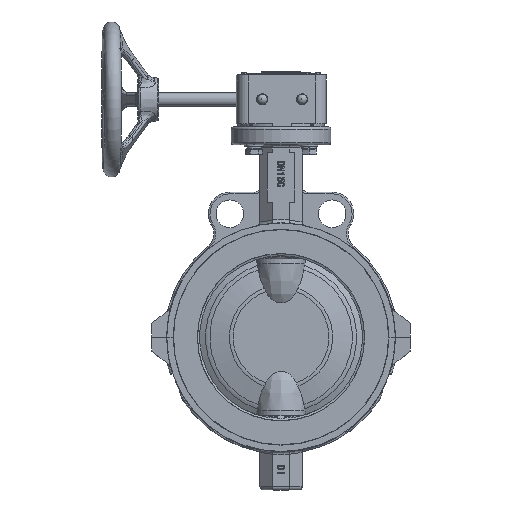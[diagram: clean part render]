
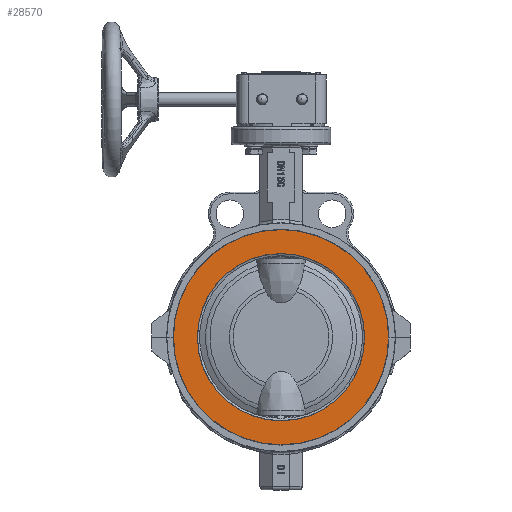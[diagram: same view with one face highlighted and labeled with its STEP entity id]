
A CAD part, top view. The second image highlights one B-rep face of the part: STEP entity #28570.
In plain terms, the highlighted planar face has unit normal (0, 0, 1).
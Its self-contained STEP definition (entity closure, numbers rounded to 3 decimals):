
#354=B_SPLINE_CURVE_WITH_KNOTS('',3,(#59868,#59869,#59870,#59871,#59872,
#59873,#59874,#59875,#59876,#59877,#59878),.UNSPECIFIED.,.F.,.F.,(4,1,1,
1,1,1,2,4),(0.,0.001,0.002,0.002,
0.002,0.003,0.003,0.003),
 .UNSPECIFIED.);
#4584=PLANE('',#33160);
#6365=ORIENTED_EDGE('',*,*,#12975,.F.);
#6366=ORIENTED_EDGE('',*,*,#12976,.F.);
#6367=ORIENTED_EDGE('',*,*,#12977,.F.);
#6368=ORIENTED_EDGE('',*,*,#12978,.F.);
#6369=ORIENTED_EDGE('',*,*,#12979,.F.);
#6370=ORIENTED_EDGE('',*,*,#12980,.F.);
#6371=ORIENTED_EDGE('',*,*,#12981,.F.);
#6372=ORIENTED_EDGE('',*,*,#12982,.F.);
#12975=EDGE_CURVE('',#16449,#16450,#354,.T.);
#12976=EDGE_CURVE('',#16451,#16449,#19063,.T.);
#12977=EDGE_CURVE('',#16452,#16451,#19064,.T.);
#12978=EDGE_CURVE('',#16450,#16452,#19065,.T.);
#12979=EDGE_CURVE('',#16453,#16454,#19066,.T.);
#12980=EDGE_CURVE('',#16455,#16453,#19067,.T.);
#12981=EDGE_CURVE('',#16456,#16455,#19068,.T.);
#12982=EDGE_CURVE('',#16454,#16456,#19069,.T.);
#16449=VERTEX_POINT('',#59879);
#16450=VERTEX_POINT('',#59880);
#16451=VERTEX_POINT('',#59882);
#16452=VERTEX_POINT('',#59884);
#16453=VERTEX_POINT('',#59887);
#16454=VERTEX_POINT('',#59888);
#16455=VERTEX_POINT('',#59890);
#16456=VERTEX_POINT('',#59892);
#19063=CIRCLE('',#33161,75.571);
#19064=CIRCLE('',#33162,67.427);
#19065=CIRCLE('',#33163,75.571);
#19066=CIRCLE('',#33164,97.2);
#19067=CIRCLE('',#33165,81.175);
#19068=CIRCLE('',#33166,97.2);
#19069=CIRCLE('',#33167,99.294);
#21155=EDGE_LOOP('',(#6365,#6366,#6367,#6368));
#21156=EDGE_LOOP('',(#6369,#6370,#6371,#6372));
#24715=FACE_BOUND('',#21155,.T.);
#24716=FACE_BOUND('',#21156,.T.);
#28570=ADVANCED_FACE('',(#24715,#24716),#4584,.F.);
#33160=AXIS2_PLACEMENT_3D('',#59867,#37835,#37836);
#33161=AXIS2_PLACEMENT_3D('',#59881,#37837,#37838);
#33162=AXIS2_PLACEMENT_3D('',#59883,#37839,#37840);
#33163=AXIS2_PLACEMENT_3D('',#59885,#37841,#37842);
#33164=AXIS2_PLACEMENT_3D('',#59886,#37843,#37844);
#33165=AXIS2_PLACEMENT_3D('',#59889,#37845,#37846);
#33166=AXIS2_PLACEMENT_3D('',#59891,#37847,#37848);
#33167=AXIS2_PLACEMENT_3D('',#59893,#37849,#37850);
#37835=DIRECTION('',(0.,0.,-1.));
#37836=DIRECTION('',(-1.,0.,0.));
#37837=DIRECTION('',(0.,0.,1.));
#37838=DIRECTION('',(0.008,-1.,0.));
#37839=DIRECTION('',(0.,0.,1.));
#37840=DIRECTION('',(0.,-1.,0.));
#37841=DIRECTION('',(0.,0.,1.));
#37842=DIRECTION('',(-0.008,1.,0.));
#37843=DIRECTION('',(0.,0.,-1.));
#37844=DIRECTION('',(0.,1.,0.));
#37845=DIRECTION('',(0.,0.,-1.));
#37846=DIRECTION('',(-0.005,1.,0.));
#37847=DIRECTION('',(0.,0.,-1.));
#37848=DIRECTION('',(0.,-1.,0.));
#37849=DIRECTION('',(0.,0.,-1.));
#37850=DIRECTION('',(0.005,-1.,0.));
#59867=CARTESIAN_POINT('',(0.,0.,28.));
#59868=CARTESIAN_POINT('',(0.,75.571,28.));
#59869=CARTESIAN_POINT('',(-0.102,75.571,28.));
#59870=CARTESIAN_POINT('',(-0.256,75.57,28.));
#59871=CARTESIAN_POINT('',(-0.438,75.569,28.));
#59872=CARTESIAN_POINT('',(-0.531,75.569,28.));
#59873=CARTESIAN_POINT('',(-0.577,75.568,28.));
#59874=CARTESIAN_POINT('',(-0.6,75.568,28.));
#59875=CARTESIAN_POINT('',(-0.61,75.568,28.));
#59876=CARTESIAN_POINT('',(-0.617,75.568,28.));
#59877=CARTESIAN_POINT('',(-0.622,75.568,28.));
#59878=CARTESIAN_POINT('',(-0.623,75.568,28.));
#59879=CARTESIAN_POINT('',(0.,75.571,28.));
#59880=CARTESIAN_POINT('',(-0.623,75.568,28.));
#59881=CARTESIAN_POINT('',(0.,0.,28.));
#59882=CARTESIAN_POINT('',(0.623,-75.568,28.));
#59883=CARTESIAN_POINT('',(0.012,-8.144,28.));
#59884=CARTESIAN_POINT('',(0.,-75.571,28.));
#59885=CARTESIAN_POINT('',(0.,0.,
28.));
#59886=CARTESIAN_POINT('',(0.,0.,28.));
#59887=CARTESIAN_POINT('',(0.,97.2,28.));
#59888=CARTESIAN_POINT('',(0.452,-97.199,28.));
#59889=CARTESIAN_POINT('',(-0.013,16.025,28.));
#59890=CARTESIAN_POINT('',(-0.452,97.199,28.));
#59891=CARTESIAN_POINT('',(0.,0.,28.));
#59892=CARTESIAN_POINT('',(0.,-97.2,28.));
#59893=CARTESIAN_POINT('',(-0.063,2.094,27.998));
